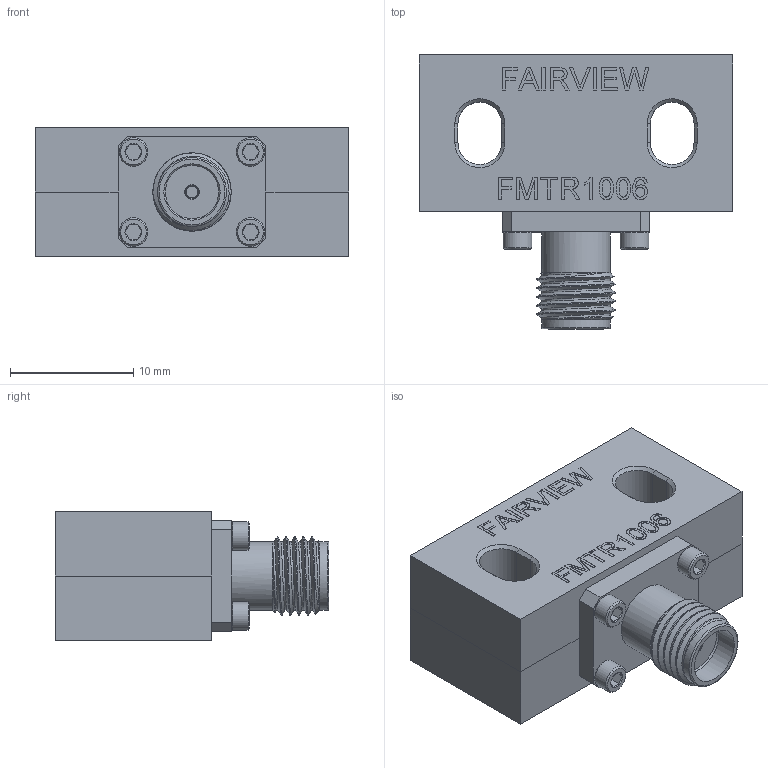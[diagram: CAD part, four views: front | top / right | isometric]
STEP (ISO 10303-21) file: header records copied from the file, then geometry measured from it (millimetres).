
FILE_DESCRIPTION (( 'STEP AP203' ), '1' );
FILE_NAME ('FMTR1006_3D.step', '2020-09-25T15:36:15', ( '' ), ( '' ), 'SwSTEP 2.0', 'SolidWorks 2018', '' );
FILE_SCHEMA (( 'CONFIG_CONTROL_DESIGN' ));
Length unit declared in the file: inch
Products named in the file (1): FMTR1006_3D
Bounding box: 25.4 x 22.23 x 10.41 mm (x, y, z)
Volume: 3402.9 mm3; surface area: 2012.7 mm2
Topology: 1 solids, 1 shells, 344 faces, 846 edges, 537 vertices
Faces by surface type: plane 216, bspline 68, cone 45, cylinder 14, torus 1
Full cylindrical faces by diameter (mm): 0.94 x1, 1.194 x1, 2.324 x4, 4.572 x1, 5.582 x2
Entity records: 14183 total; most frequent: CARTESIAN_POINT 6583, ORIENTED_EDGE 1646, DIRECTION 1282, EDGE_CURVE 823, LINE 576, VECTOR 576, VERTEX_POINT 533, EDGE_LOOP 400
